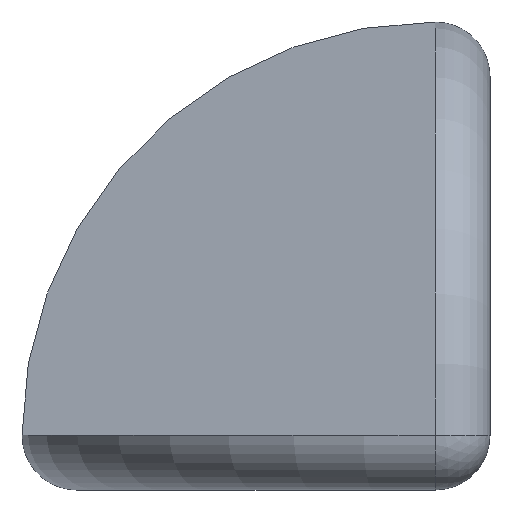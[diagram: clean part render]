
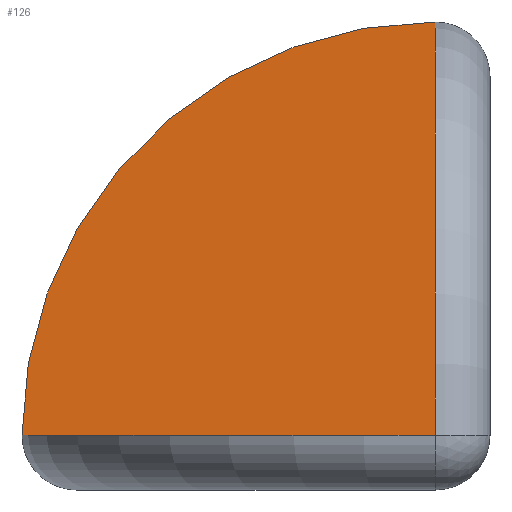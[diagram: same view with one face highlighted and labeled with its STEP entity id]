
A CAD part, left-side view. The second image highlights one B-rep face of the part: STEP entity #126.
In plain terms, the highlighted planar face has unit normal (-1, 0, 0).
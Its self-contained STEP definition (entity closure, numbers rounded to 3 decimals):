
#13 = CIRCLE ( 'NONE', #82, 26.5 ) ;
#30 = VECTOR ( 'NONE', #411, 1000. ) ;
#34 = DIRECTION ( 'NONE',  ( 1., 0., 0. ) ) ;
#64 = CARTESIAN_POINT ( 'NONE',  ( 0., 0., 0. ) ) ;
#70 = AXIS2_PLACEMENT_3D ( 'NONE', #416, #34, #446 ) ;
#82 = AXIS2_PLACEMENT_3D ( 'NONE', #173, #192, #349 ) ;
#97 = LINE ( 'NONE', #64, #30 ) ;
#101 = ORIENTED_EDGE ( 'NONE', *, *, #146, .F. ) ;
#112 = CARTESIAN_POINT ( 'NONE',  ( 0., 0., 26.5 ) ) ;
#116 = FACE_OUTER_BOUND ( 'NONE', #339, .T. ) ;
#117 = ORIENTED_EDGE ( 'NONE', *, *, #131, .T. ) ;
#126 = ADVANCED_FACE ( 'NONE', ( #116 ), #406, .F. ) ;
#127 = VERTEX_POINT ( 'NONE', #112 ) ;
#131 = EDGE_CURVE ( 'NONE', #127, #158, #13, .T. ) ;
#134 = ORIENTED_EDGE ( 'NONE', *, *, #279, .F. ) ;
#145 = VECTOR ( 'NONE', #184, 1000. ) ;
#146 = EDGE_CURVE ( 'NONE', #127, #195, #97, .T. ) ;
#158 = VERTEX_POINT ( 'NONE', #399 ) ;
#173 = CARTESIAN_POINT ( 'NONE',  ( 0., 0., 0. ) ) ;
#184 = DIRECTION ( 'NONE',  ( 0., 1., 0. ) ) ;
#192 = DIRECTION ( 'NONE',  ( -1., 0., 0. ) ) ;
#194 = LINE ( 'NONE', #250, #145 ) ;
#195 = VERTEX_POINT ( 'NONE', #385 ) ;
#250 = CARTESIAN_POINT ( 'NONE',  ( 0., 27., 0. ) ) ;
#279 = EDGE_CURVE ( 'NONE', #195, #158, #194, .T. ) ;
#339 = EDGE_LOOP ( 'NONE', ( #117, #134, #101 ) ) ;
#349 = DIRECTION ( 'NONE',  ( 0., 0., 1. ) ) ;
#385 = CARTESIAN_POINT ( 'NONE',  ( 0., 0., 0. ) ) ;
#399 = CARTESIAN_POINT ( 'NONE',  ( 0., 26.5, 0. ) ) ;
#406 = PLANE ( 'NONE',  #70 ) ;
#411 = DIRECTION ( 'NONE',  ( 0., 0., -1. ) ) ;
#416 = CARTESIAN_POINT ( 'NONE',  ( 0., 0., 0. ) ) ;
#446 = DIRECTION ( 'NONE',  ( 0., 0., -1. ) ) ;
